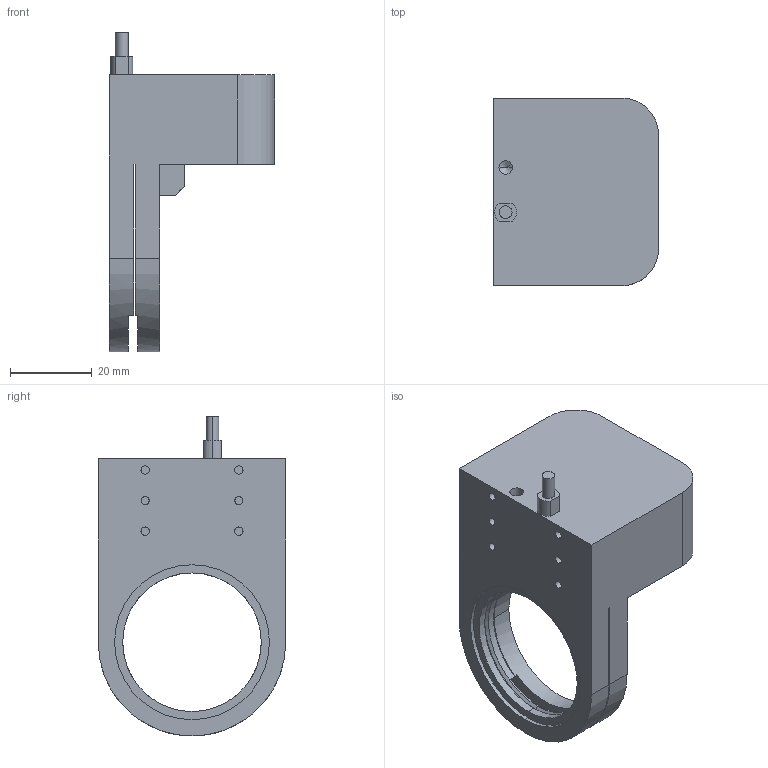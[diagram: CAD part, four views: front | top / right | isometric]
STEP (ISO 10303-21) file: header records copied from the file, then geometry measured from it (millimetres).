
FILE_DESCRIPTION (( 'STEP AP203' ), '1' );
FILE_NAME ('P-725.1CX+2CX.STEP', '2014-02-12T13:44:39', ( 'test' ), ( '' ), 'SwSTEP 2.0', 'SolidWorks 2012', '' );
FILE_SCHEMA (( 'CONFIG_CONTROL_DESIGN' ));
Length unit declared in the file: millimetre
Products named in the file (1): P-725.1CX+2CX
Bounding box: 40.5 x 46 x 78.5 mm (x, y, z)
Volume: 51886.2 mm3; surface area: 13857.8 mm2
Topology: 1 solids, 1 shells, 75 faces, 187 edges, 121 vertices
Faces by surface type: plane 35, cylinder 34, cone 6
Entity records: 2326 total; most frequent: DIRECTION 413, CARTESIAN_POINT 388, ORIENTED_EDGE 370, EDGE_CURVE 185, AXIS2_PLACEMENT_3D 154, VERTEX_POINT 121, VECTOR 105, LINE 105
